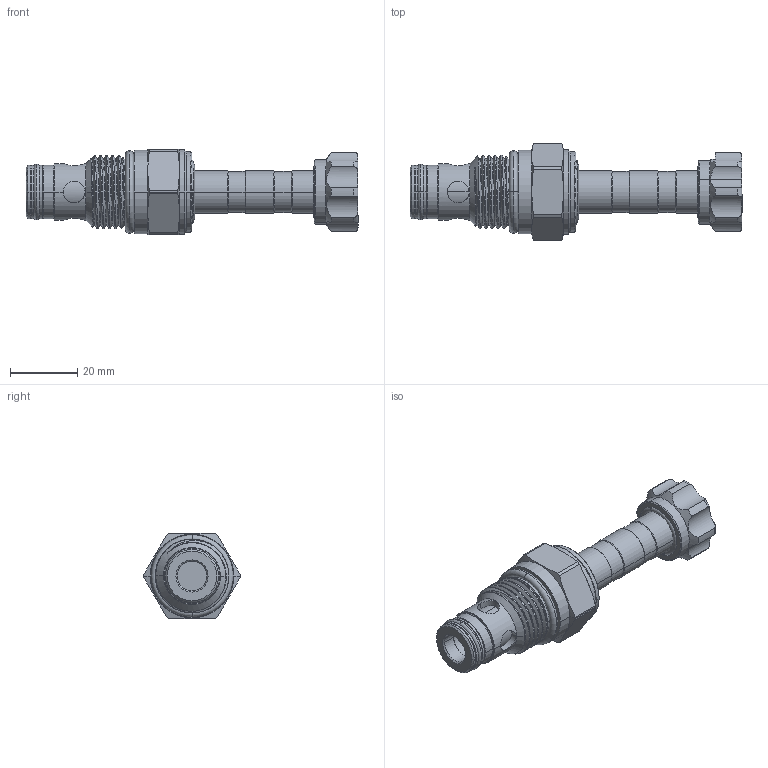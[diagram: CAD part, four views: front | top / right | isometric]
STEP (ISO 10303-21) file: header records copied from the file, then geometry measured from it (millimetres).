
FILE_DESCRIPTION (( 'STEP AP203' ), '1' );
FILE_NAME ('EP10W2A09N05.STEP', '2016-08-23T05:10:33', ( '' ), ( '' ), 'SwSTEP 2.0', 'SolidWorks 2012', '' );
FILE_SCHEMA (( 'CONFIG_CONTROL_DESIGN' ));
Length unit declared in the file: millimetre
Products named in the file (1): EP10W2A09N05
Bounding box: 99.1 x 28.8 x 25.4 mm (x, y, z)
Volume: 26016.6 mm3; surface area: 10238.2 mm2
Topology: 7 solids, 7 shells, 224 faces, 531 edges, 327 vertices
Faces by surface type: cylinder 107, torus 38, cone 37, plane 27, bspline 15
Entity records: 14645 total; most frequent: CARTESIAN_POINT 9576, ORIENTED_EDGE 1062, DIRECTION 1047, EDGE_CURVE 531, AXIS2_PLACEMENT_3D 451, VERTEX_POINT 327, EDGE_LOOP 244, CIRCLE 241
